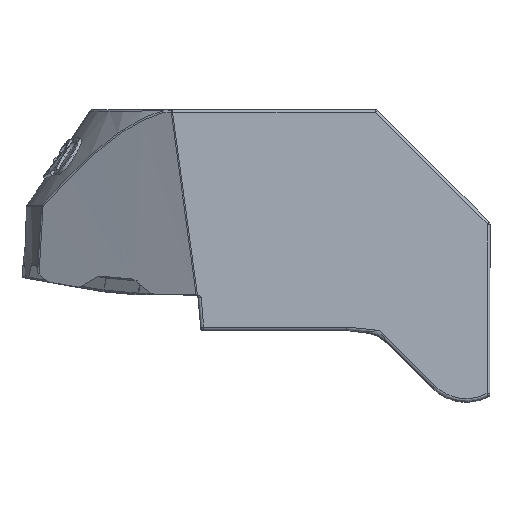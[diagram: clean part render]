
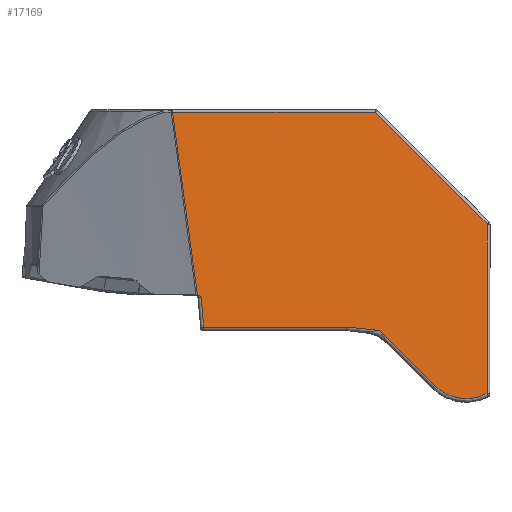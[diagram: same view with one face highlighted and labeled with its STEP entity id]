
A CAD part, top view. The second image highlights one B-rep face of the part: STEP entity #17169.
In plain terms, the highlighted planar face has unit normal (0, 0.07, 0.998).
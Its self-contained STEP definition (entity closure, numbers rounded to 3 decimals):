
#2976 = CARTESIAN_POINT ( 'NONE',  ( -10.077, -31.051, 26.171 ) ) ;
#2982 = CARTESIAN_POINT ( 'NONE',  ( -14.248, -0.465, 24.033 ) ) ;
#2996 = CARTESIAN_POINT ( 'NONE',  ( -9.448, -31.535, 26.205 ) ) ;
#3003 = DIRECTION ( 'NONE',  ( 0.087, -0.994, 0.069 ) ) ;
#3004 = VECTOR ( 'NONE', #3003, 1000. ) ;
#3005 = CARTESIAN_POINT ( 'NONE',  ( -12.115, -1.055, 24.074 ) ) ;
#3006 = LINE ( 'NONE', #3005, #3004 ) ;
#3017 = CARTESIAN_POINT ( 'NONE',  ( -9.448, -31.535, 26.205 ) ) ;
#3018 = CARTESIAN_POINT ( 'NONE',  ( -9.543, -31.441, 26.199 ) ) ;
#3019 = CARTESIAN_POINT ( 'NONE',  ( -9.636, -31.346, 26.192 ) ) ;
#3020 = CARTESIAN_POINT ( 'NONE',  ( -9.839, -31.175, 26.18 ) ) ;
#3021 = CARTESIAN_POINT ( 'NONE',  ( -9.952, -31.099, 26.175 ) ) ;
#3022 = CARTESIAN_POINT ( 'NONE',  ( -10.077, -31.051, 26.171 ) ) ;
#3024 = CARTESIAN_POINT ( 'NONE',  ( -10.077, -31.051, 26.171 ) ) ;
#3025 = CARTESIAN_POINT ( 'NONE',  ( -10.4, -28.685, 26.006 ) ) ;
#3026 = CARTESIAN_POINT ( 'NONE',  ( -10.723, -26.319, 25.84 ) ) ;
#3027 = CARTESIAN_POINT ( 'NONE',  ( -11.045, -23.953, 25.675 ) ) ;
#3028 = CARTESIAN_POINT ( 'NONE',  ( -11.401, -21.344, 25.492 ) ) ;
#3029 = CARTESIAN_POINT ( 'NONE',  ( -11.757, -18.734, 25.31 ) ) ;
#3030 = CARTESIAN_POINT ( 'NONE',  ( -12.113, -16.124, 25.127 ) ) ;
#3031 = CARTESIAN_POINT ( 'NONE',  ( -12.469, -13.514, 24.945 ) ) ;
#3032 = CARTESIAN_POINT ( 'NONE',  ( -12.824, -10.904, 24.763 ) ) ;
#3033 = CARTESIAN_POINT ( 'NONE',  ( -13.18, -8.295, 24.58 ) ) ;
#3034 = CARTESIAN_POINT ( 'NONE',  ( -13.536, -5.685, 24.398 ) ) ;
#3035 = CARTESIAN_POINT ( 'NONE',  ( -13.892, -3.075, 24.215 ) ) ;
#3036 = CARTESIAN_POINT ( 'NONE',  ( -14.248, -0.465, 24.033 ) ) ;
#3039 = B_SPLINE_CURVE_WITH_KNOTS ( 'NONE', 3,
 ( #3022, #3021, #3020, #3019, #3018, #3017 ),
 .UNSPECIFIED., .F., .F.,
 ( 4, 2, 4 ),
 ( 0., 0.001, 0.001 ),
 .UNSPECIFIED. ) ;
#3040 = B_SPLINE_CURVE_WITH_KNOTS ( 'NONE', 3,
 ( #3036, #3035, #3034, #3033, #3032, #3031, #3030, #3029, #3028, #3027, #3026, #3025, #3024 ),
 .UNSPECIFIED., .F., .F.,
 ( 4, 3, 3, 3, 4 ),
 ( 0., 0.008, 0.016, 0.024, 0.031 ),
 .UNSPECIFIED. ) ;
#3072 = CARTESIAN_POINT ( 'NONE',  ( 19.793, -0.465, 24.033 ) ) ;
#3244 = PLANE ( 'NONE',  #3294 ) ;
#3278 = CARTESIAN_POINT ( 'NONE',  ( 38.5, -47.598, 27.328 ) ) ;
#3280 = CARTESIAN_POINT ( 'NONE',  ( 38.5, -19.172, 25.341 ) ) ;
#3286 = DIRECTION ( 'NONE',  ( -1., 0., 0. ) ) ;
#3287 = VECTOR ( 'NONE', #3286, 1000. ) ;
#3288 = CARTESIAN_POINT ( 'NONE',  ( 0., -0.465, 24.033 ) ) ;
#3289 = DIRECTION ( 'NONE',  ( 0., -0.998, 0.07 ) ) ;
#3290 = DIRECTION ( 'NONE',  ( 0., 0.07, 0.998 ) ) ;
#3292 = CARTESIAN_POINT ( 'NONE',  ( 0., 0., 24. ) ) ;
#3293 = LINE ( 'NONE', #3288, #3287 ) ;
#3294 = AXIS2_PLACEMENT_3D ( 'NONE', #3292, #3290, #3289 ) ;
#3295 = FACE_OUTER_BOUND ( 'NONE', #17171, .T. ) ;
#3316 = CARTESIAN_POINT ( 'NONE',  ( 38.5, -47.598, 27.328 ) ) ;
#3317 = CARTESIAN_POINT ( 'NONE',  ( 35.483, -49.191, 27.44 ) ) ;
#3318 = CARTESIAN_POINT ( 'NONE',  ( 32.109, -48.681, 27.404 ) ) ;
#3319 = CARTESIAN_POINT ( 'NONE',  ( 29.697, -46.268, 27.235 ) ) ;
#3321 = CARTESIAN_POINT ( 'NONE',  ( 29.697, -46.268, 27.235 ) ) ;
#3323 =( BOUNDED_CURVE ( )  B_SPLINE_CURVE ( 3, ( #3319, #3318, #3317, #3316 ),
 .UNSPECIFIED., .F., .T. ) 
 B_SPLINE_CURVE_WITH_KNOTS ( ( 4, 4 ),
 ( 2.356, 3.627 ),
 .UNSPECIFIED. ) 
 CURVE ( )  GEOMETRIC_REPRESENTATION_ITEM ( )  RATIONAL_B_SPLINE_CURVE ( ( 1., 0.87, 0.87, 1. ) ) 
 REPRESENTATION_ITEM ( '' )  );
#3326 = CARTESIAN_POINT ( 'NONE',  ( 15.026, -36.465, 26.55 ) ) ;
#3327 = CARTESIAN_POINT ( 'NONE',  ( -9.017, -36.465, 26.55 ) ) ;
#3329 = DIRECTION ( 'NONE',  ( 1., 0., 0. ) ) ;
#3330 = VECTOR ( 'NONE', #3329, 1000. ) ;
#3331 = CARTESIAN_POINT ( 'NONE',  ( 0., -36.465, 26.55 ) ) ;
#3332 = LINE ( 'NONE', #3331, #3330 ) ;
#3333 = CARTESIAN_POINT ( 'NONE',  ( 20.465, -37.037, 26.59 ) ) ;
#3334 = DIRECTION ( 'NONE',  ( 0.706, -0.706, 0.049 ) ) ;
#3335 = VECTOR ( 'NONE', #3334, 1000. ) ;
#3336 = CARTESIAN_POINT ( 'NONE',  ( -8.306, -8.266, 24.578 ) ) ;
#3337 = LINE ( 'NONE', #3336, #3335 ) ;
#3339 = DIRECTION ( 'NONE',  ( 0.994, -0.105, 0.007 ) ) ;
#3340 = VECTOR ( 'NONE', #3339, 1000. ) ;
#3341 = CARTESIAN_POINT ( 'NONE',  ( -3.644, -34.503, 26.413 ) ) ;
#3342 = LINE ( 'NONE', #3341, #3340 ) ;
#3362 = DIRECTION ( 'NONE',  ( 0., 0.998, -0.07 ) ) ;
#3363 = VECTOR ( 'NONE', #3362, 1000. ) ;
#3364 = CARTESIAN_POINT ( 'NONE',  ( 38.5, 0., 24. ) ) ;
#3368 = LINE ( 'NONE', #3364, #3363 ) ;
#3378 = DIRECTION ( 'NONE',  ( -0.706, 0.706, -0.049 ) ) ;
#3379 = VECTOR ( 'NONE', #3378, 1000. ) ;
#3380 = CARTESIAN_POINT ( 'NONE',  ( 9.687, 9.64, 23.326 ) ) ;
#3381 = LINE ( 'NONE', #3380, #3379 ) ;
#17048 = EDGE_CURVE ( 'NONE', #17052, #17228, #3006, .T. ) ;
#17052 = VERTEX_POINT ( 'NONE', #2996 ) ;
#17054 = ORIENTED_EDGE ( 'NONE', *, *, #17048, .T. ) ;
#17063 = VERTEX_POINT ( 'NONE', #2982 ) ;
#17065 = ORIENTED_EDGE ( 'NONE', *, *, #17067, .T. ) ;
#17067 = EDGE_CURVE ( 'NONE', #17063, #17068, #3040, .T. ) ;
#17068 = VERTEX_POINT ( 'NONE', #2976 ) ;
#17069 = ORIENTED_EDGE ( 'NONE', *, *, #17071, .T. ) ;
#17071 = EDGE_CURVE ( 'NONE', #17068, #17052, #3039, .T. ) ;
#17077 = VERTEX_POINT ( 'NONE', #3072 ) ;
#17169 = ADVANCED_FACE ( 'NONE', ( #3295 ), #3244, .T. ) ;
#17170 = EDGE_CURVE ( 'NONE', #17077, #17063, #3293, .T. ) ;
#17171 = EDGE_LOOP ( 'NONE', ( #17172, #17065, #17069, #17054, #17229, #17231, #17232, #17196, #17178, #17249 ) ) ;
#17172 = ORIENTED_EDGE ( 'NONE', *, *, #17170, .T. ) ;
#17176 = VERTEX_POINT ( 'NONE', #3280 ) ;
#17178 = ORIENTED_EDGE ( 'NONE', *, *, #17242, .T. ) ;
#17179 = VERTEX_POINT ( 'NONE', #3278 ) ;
#17194 = EDGE_CURVE ( 'NONE', #17195, #17179, #3323, .T. ) ;
#17195 = VERTEX_POINT ( 'NONE', #3321 ) ;
#17196 = ORIENTED_EDGE ( 'NONE', *, *, #17194, .T. ) ;
#17217 = EDGE_CURVE ( 'NONE', #17230, #17223, #3342, .T. ) ;
#17221 = EDGE_CURVE ( 'NONE', #17223, #17195, #3337, .T. ) ;
#17223 = VERTEX_POINT ( 'NONE', #3333 ) ;
#17225 = EDGE_CURVE ( 'NONE', #17228, #17230, #3332, .T. ) ;
#17228 = VERTEX_POINT ( 'NONE', #3327 ) ;
#17229 = ORIENTED_EDGE ( 'NONE', *, *, #17225, .T. ) ;
#17230 = VERTEX_POINT ( 'NONE', #3326 ) ;
#17231 = ORIENTED_EDGE ( 'NONE', *, *, #17217, .T. ) ;
#17232 = ORIENTED_EDGE ( 'NONE', *, *, #17221, .T. ) ;
#17235 = EDGE_CURVE ( 'NONE', #17176, #17077, #3381, .T. ) ;
#17242 = EDGE_CURVE ( 'NONE', #17179, #17176, #3368, .T. ) ;
#17249 = ORIENTED_EDGE ( 'NONE', *, *, #17235, .T. ) ;
